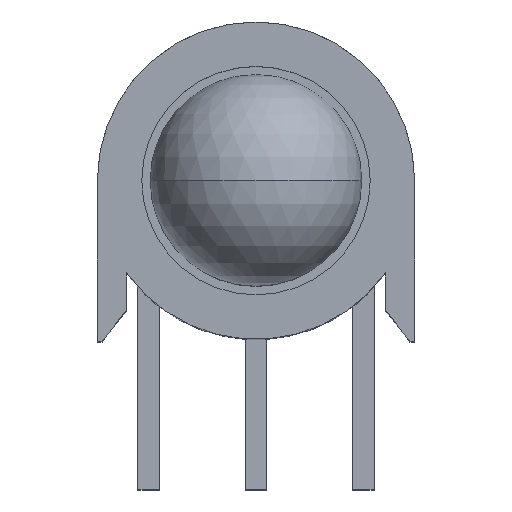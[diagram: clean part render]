
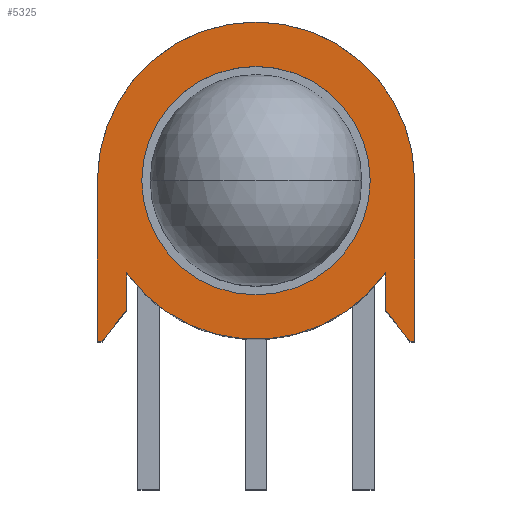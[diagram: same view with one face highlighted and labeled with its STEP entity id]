
A CAD part, top view. The second image highlights one B-rep face of the part: STEP entity #5325.
In plain terms, the highlighted planar face has unit normal (0, 0, 1).
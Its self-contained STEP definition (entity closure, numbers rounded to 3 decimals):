
#635 = VERTEX_POINT ( 'NONE', #2533 ) ;
#643 = VERTEX_POINT ( 'NONE', #2541 ) ;
#644 = VERTEX_POINT ( 'NONE', #2542 ) ;
#765 = ORIENTED_EDGE ( 'NONE', *, *, #8482, .F. ) ;
#766 = ORIENTED_EDGE ( 'NONE', *, *, #8483, .T. ) ;
#767 = ORIENTED_EDGE ( 'NONE', *, *, #8481, .T. ) ;
#768 = ORIENTED_EDGE ( 'NONE', *, *, #8484, .T. ) ;
#769 = ORIENTED_EDGE ( 'NONE', *, *, #8485, .T. ) ;
#770 = ORIENTED_EDGE ( 'NONE', *, *, #8486, .T. ) ;
#771 = ORIENTED_EDGE ( 'NONE', *, *, #8487, .T. ) ;
#772 = ORIENTED_EDGE ( 'NONE', *, *, #8488, .F. ) ;
#773 = ORIENTED_EDGE ( 'NONE', *, *, #8489, .F. ) ;
#774 = ORIENTED_EDGE ( 'NONE', *, *, #8490, .T. ) ;
#776 = ORIENTED_EDGE ( 'NONE', *, *, #8491, .T. ) ;
#778 = ORIENTED_EDGE ( 'NONE', *, *, #8574, .T. ) ;
#992 = VERTEX_POINT ( 'NONE', #2543 ) ;
#1094 = VERTEX_POINT ( 'NONE', #3915 ) ;
#2533 = CARTESIAN_POINT ( 'NONE',  ( -3.75, 0., 0. ) ) ;
#2541 = CARTESIAN_POINT ( 'NONE',  ( 3.75, -3.8, 0. ) ) ;
#2542 = CARTESIAN_POINT ( 'NONE',  ( 3.75, 0., 0. ) ) ;
#2543 = CARTESIAN_POINT ( 'NONE',  ( -2.7, 0., 0. ) ) ;
#2713 = EDGE_LOOP ( 'NONE', ( #776, #778 ) ) ;
#2714 = EDGE_LOOP ( 'NONE', ( #765, #767, #766, #768, #769, #770, #771, #772, #773, #774 ) ) ;
#3915 = CARTESIAN_POINT ( 'NONE',  ( 2.7, 0., 0. ) ) ;
#5054 = FACE_BOUND ( 'NONE', #2713, .T. ) ;
#5056 = FACE_OUTER_BOUND ( 'NONE', #2714, .T. ) ;
#5074 = AXIS2_PLACEMENT_3D ( 'NONE', #6655, #6656, #6657 ) ;
#5325 = ADVANCED_FACE ( 'NONE', ( #5056, #5054 ), #6654, .T. ) ;
#5619 = AXIS2_PLACEMENT_3D ( 'NONE', #8029, #8030, #8031 ) ;
#5661 = AXIS2_PLACEMENT_3D ( 'NONE', #8032, #8048, #8049 ) ;
#5662 = VECTOR ( 'NONE', #8035, 1000. ) ;
#5663 = VECTOR ( 'NONE', #8038, 1000. ) ;
#5664 = VECTOR ( 'NONE', #8041, 1000. ) ;
#5665 = VECTOR ( 'NONE', #8044, 1000. ) ;
#5666 = VECTOR ( 'NONE', #8047, 1000. ) ;
#5667 = VECTOR ( 'NONE', #8053, 1000. ) ;
#5668 = AXIS2_PLACEMENT_3D ( 'NONE', #8050, #8060, #8061 ) ;
#5669 = VECTOR ( 'NONE', #8056, 1000. ) ;
#5671 = VECTOR ( 'NONE', #8059, 1000. ) ;
#5748 = AXIS2_PLACEMENT_3D ( 'NONE', #8309, #8313, #8314 ) ;
#6654 = PLANE ( 'NONE',  #5074 ) ;
#6655 = CARTESIAN_POINT ( 'NONE',  ( 0., -8.444, 0. ) ) ;
#6656 = DIRECTION ( 'NONE',  ( 0., 0., 1. ) ) ;
#6657 = DIRECTION ( 'NONE',  ( 1., 0., 0. ) ) ;
#8029 = CARTESIAN_POINT ( 'NONE',  ( 0., 0., 0. ) ) ;
#8030 = DIRECTION ( 'NONE',  ( 0., 0., 1. ) ) ;
#8031 = DIRECTION ( 'NONE',  ( 1., 0., 0. ) ) ;
#8032 = CARTESIAN_POINT ( 'NONE',  ( 0., 0., 0. ) ) ;
#8033 = LINE ( 'NONE', #8034, #5662 ) ;
#8034 = CARTESIAN_POINT ( 'NONE',  ( 3.75, -8.444, 0. ) ) ;
#8035 = DIRECTION ( 'NONE',  ( 0., -1., 0. ) ) ;
#8036 = LINE ( 'NONE', #8037, #5663 ) ;
#8037 = CARTESIAN_POINT ( 'NONE',  ( -3.75, -8.444, 0. ) ) ;
#8038 = DIRECTION ( 'NONE',  ( 0., -1., 0. ) ) ;
#8039 = LINE ( 'NONE', #8040, #5664 ) ;
#8040 = CARTESIAN_POINT ( 'NONE',  ( 0., -3.8, 0. ) ) ;
#8041 = DIRECTION ( 'NONE',  ( 1., 0., 0. ) ) ;
#8042 = LINE ( 'NONE', #8043, #5665 ) ;
#8043 = CARTESIAN_POINT ( 'NONE',  ( -4.511, -4.92, 0. ) ) ;
#8044 = DIRECTION ( 'NONE',  ( 0.616, 0.788, 0. ) ) ;
#8045 = LINE ( 'NONE', #8046, #5666 ) ;
#8046 = CARTESIAN_POINT ( 'NONE',  ( -3.05, -8.444, 0. ) ) ;
#8047 = DIRECTION ( 'NONE',  ( 0., 1., 0. ) ) ;
#8048 = DIRECTION ( 'NONE',  ( 0., 0., 1. ) ) ;
#8049 = DIRECTION ( 'NONE',  ( 1., 0., 0. ) ) ;
#8050 = CARTESIAN_POINT ( 'NONE',  ( 0., 0., 0. ) ) ;
#8051 = LINE ( 'NONE', #8052, #5667 ) ;
#8052 = CARTESIAN_POINT ( 'NONE',  ( 3.05, -8.444, 0. ) ) ;
#8053 = DIRECTION ( 'NONE',  ( 0., 1., 0. ) ) ;
#8054 = LINE ( 'NONE', #8055, #5669 ) ;
#8055 = CARTESIAN_POINT ( 'NONE',  ( 4.511, -4.92, 0. ) ) ;
#8056 = DIRECTION ( 'NONE',  ( -0.616, 0.788, 0. ) ) ;
#8057 = LINE ( 'NONE', #8058, #5671 ) ;
#8058 = CARTESIAN_POINT ( 'NONE',  ( 0., -3.8, 0. ) ) ;
#8059 = DIRECTION ( 'NONE',  ( 1., 0., 0. ) ) ;
#8060 = DIRECTION ( 'NONE',  ( 0., 0., -1. ) ) ;
#8061 = DIRECTION ( 'NONE',  ( -1., 0., 0. ) ) ;
#8309 = CARTESIAN_POINT ( 'NONE',  ( 0., 0., 0. ) ) ;
#8313 = DIRECTION ( 'NONE',  ( 0., 0., -1. ) ) ;
#8314 = DIRECTION ( 'NONE',  ( -1., 0., 0. ) ) ;
#8481 = EDGE_CURVE ( 'NONE', #644, #635, #8702, .T. ) ;
#8482 = EDGE_CURVE ( 'NONE', #644, #643, #8033, .T. ) ;
#8483 = EDGE_CURVE ( 'NONE', #635, #13516, #8036, .T. ) ;
#8484 = EDGE_CURVE ( 'NONE', #13516, #13522, #8039, .T. ) ;
#8485 = EDGE_CURVE ( 'NONE', #13522, #13528, #8042, .T. ) ;
#8486 = EDGE_CURVE ( 'NONE', #13528, #13527, #8045, .T. ) ;
#8487 = EDGE_CURVE ( 'NONE', #13527, #13523, #8703, .T. ) ;
#8488 = EDGE_CURVE ( 'NONE', #13526, #13523, #8051, .T. ) ;
#8489 = EDGE_CURVE ( 'NONE', #13524, #13526, #8054, .T. ) ;
#8490 = EDGE_CURVE ( 'NONE', #13524, #643, #8057, .T. ) ;
#8491 = EDGE_CURVE ( 'NONE', #992, #1094, #8704, .T. ) ;
#8574 = EDGE_CURVE ( 'NONE', #1094, #992, #8723, .T. ) ;
#8702 = CIRCLE ( 'NONE', #5619, 3.75 ) ;
#8703 = CIRCLE ( 'NONE', #5661, 3.75 ) ;
#8704 = CIRCLE ( 'NONE', #5668, 2.7 ) ;
#8723 = CIRCLE ( 'NONE', #5748, 2.7 ) ;
#13193 = CARTESIAN_POINT ( 'NONE',  ( -3.05, -2.182, 0. ) ) ;
#13221 = CARTESIAN_POINT ( 'NONE',  ( -3.75, -3.8, 0. ) ) ;
#13227 = CARTESIAN_POINT ( 'NONE',  ( -3.636, -3.8, 0. ) ) ;
#13228 = CARTESIAN_POINT ( 'NONE',  ( 3.05, -2.182, 0. ) ) ;
#13229 = CARTESIAN_POINT ( 'NONE',  ( 3.636, -3.8, 0. ) ) ;
#13231 = CARTESIAN_POINT ( 'NONE',  ( 3.05, -3.05, 0. ) ) ;
#13232 = CARTESIAN_POINT ( 'NONE',  ( -3.05, -3.05, 0. ) ) ;
#13516 = VERTEX_POINT ( 'NONE', #13221 ) ;
#13522 = VERTEX_POINT ( 'NONE', #13227 ) ;
#13523 = VERTEX_POINT ( 'NONE', #13228 ) ;
#13524 = VERTEX_POINT ( 'NONE', #13229 ) ;
#13526 = VERTEX_POINT ( 'NONE', #13231 ) ;
#13527 = VERTEX_POINT ( 'NONE', #13193 ) ;
#13528 = VERTEX_POINT ( 'NONE', #13232 ) ;
